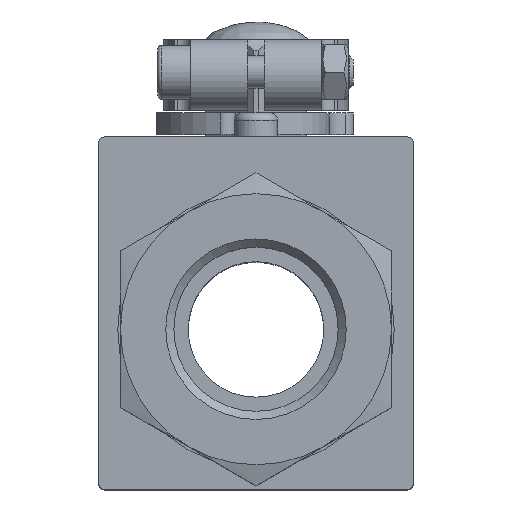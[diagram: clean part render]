
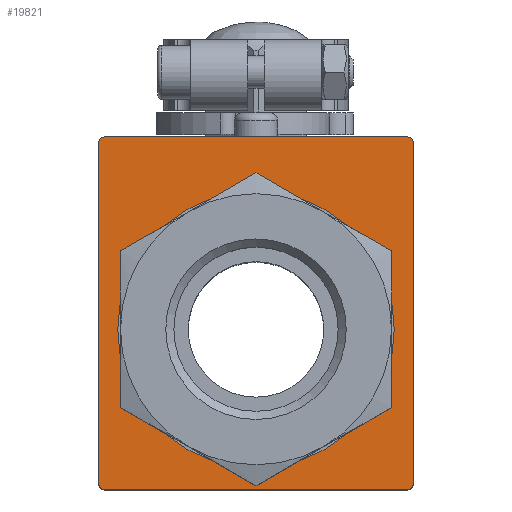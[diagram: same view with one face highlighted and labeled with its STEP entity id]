
A CAD part, top view. The second image highlights one B-rep face of the part: STEP entity #19821.
In plain terms, the highlighted planar face has unit normal (0, 0, 1).
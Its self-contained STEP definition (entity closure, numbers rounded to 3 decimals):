
#18969=CARTESIAN_POINT('',(29.,-28.5,33.1));
#18970=VERTEX_POINT('',#18969);
#18985=CARTESIAN_POINT('',(29.0,34.5,33.1));
#18986=VERTEX_POINT('',#18985);
#18993=CARTESIAN_POINT('',(29.0,34.5,33.1));
#18994=DIRECTION('',(0.0,-1.0,0.0));
#18995=VECTOR('',#18994,63.0);
#18996=LINE('',#18993,#18995);
#18997=EDGE_CURVE('',#18986,#18970,#18996,.T.);
#19550=CARTESIAN_POINT('',(-25.5,0.,33.1));
#19551=VERTEX_POINT('',#19550);
#19552=CARTESIAN_POINT('',(0.0,0.0,33.1));
#19553=DIRECTION('',(0.0,0.0,-1.0));
#19554=DIRECTION('',(1.0,0.0,0.0));
#19555=AXIS2_PLACEMENT_3D('',#19552,#19553,#19554);
#19556=CIRCLE('',#19555,25.5);
#19557=EDGE_CURVE('',#19551,#19551,#19556,.T.);
#19629=CARTESIAN_POINT('',(28.,-29.5,33.1));
#19630=VERTEX_POINT('',#19629);
#19631=CARTESIAN_POINT('',(28.,-28.5,33.1));
#19632=DIRECTION('',(0.0,0.0,-1.));
#19633=DIRECTION('',(0.707,-0.707,0.0));
#19634=AXIS2_PLACEMENT_3D('',#19631,#19632,#19633);
#19635=CIRCLE('',#19634,1.);
#19636=EDGE_CURVE('',#18970,#19630,#19635,.T.);
#19727=CARTESIAN_POINT('',(-28.,-29.5,33.1));
#19728=VERTEX_POINT('',#19727);
#19735=CARTESIAN_POINT('',(-29.,-28.5,33.1));
#19736=VERTEX_POINT('',#19735);
#19737=CARTESIAN_POINT('',(-28.,-28.5,33.1));
#19738=DIRECTION('',(0.0,0.0,-1.0));
#19739=DIRECTION('',(-0.707,-0.707,0.0));
#19740=AXIS2_PLACEMENT_3D('',#19737,#19738,#19739);
#19741=CIRCLE('',#19740,1.);
#19742=EDGE_CURVE('',#19728,#19736,#19741,.T.);
#19759=CARTESIAN_POINT('',(-29.0,34.5,33.1));
#19760=VERTEX_POINT('',#19759);
#19761=CARTESIAN_POINT('',(-29.,-28.5,33.1));
#19762=DIRECTION('',(0.0,1.0,0.0));
#19763=VECTOR('',#19762,63.0);
#19764=LINE('',#19761,#19763);
#19765=EDGE_CURVE('',#19736,#19760,#19764,.T.);
#19777=CARTESIAN_POINT('',(0.,3.,33.1));
#19778=DIRECTION('',(0.0,0.0,1.0));
#19779=DIRECTION('',(1.0,0.0,0.0));
#19780=AXIS2_PLACEMENT_3D('',#19777,#19778,#19779);
#19781=PLANE('',#19780);
#19782=ORIENTED_EDGE('',*,*,#19636,.F.);
#19783=ORIENTED_EDGE('',*,*,#18997,.F.);
#19784=CARTESIAN_POINT('',(28.,35.5,33.1));
#19785=VERTEX_POINT('',#19784);
#19786=CARTESIAN_POINT('',(28.0,34.5,33.1));
#19787=DIRECTION('',(0.0,0.0,-1.0));
#19788=DIRECTION('',(0.707,0.707,0.0));
#19789=AXIS2_PLACEMENT_3D('',#19786,#19787,#19788);
#19790=CIRCLE('',#19789,1.);
#19791=EDGE_CURVE('',#19785,#18986,#19790,.T.);
#19792=ORIENTED_EDGE('',*,*,#19791,.F.);
#19793=CARTESIAN_POINT('',(-28.0,35.5,33.1));
#19794=VERTEX_POINT('',#19793);
#19795=CARTESIAN_POINT('',(-28.0,35.5,33.1));
#19796=DIRECTION('',(1.0,0.0,0.0));
#19797=VECTOR('',#19796,56.);
#19798=LINE('',#19795,#19797);
#19799=EDGE_CURVE('',#19794,#19785,#19798,.T.);
#19800=ORIENTED_EDGE('',*,*,#19799,.F.);
#19801=CARTESIAN_POINT('',(-28.0,34.5,33.1));
#19802=DIRECTION('',(0.0,0.0,-1.));
#19803=DIRECTION('',(-0.707,0.707,0.0));
#19804=AXIS2_PLACEMENT_3D('',#19801,#19802,#19803);
#19805=CIRCLE('',#19804,1.);
#19806=EDGE_CURVE('',#19760,#19794,#19805,.T.);
#19807=ORIENTED_EDGE('',*,*,#19806,.F.);
#19808=ORIENTED_EDGE('',*,*,#19765,.F.);
#19809=ORIENTED_EDGE('',*,*,#19742,.F.);
#19810=CARTESIAN_POINT('',(28.,-29.5,33.1));
#19811=DIRECTION('',(-1.0,0.0,0.0));
#19812=VECTOR('',#19811,56.);
#19813=LINE('',#19810,#19812);
#19814=EDGE_CURVE('',#19630,#19728,#19813,.T.);
#19815=ORIENTED_EDGE('',*,*,#19814,.F.);
#19816=EDGE_LOOP('',(#19782,#19783,#19792,#19800,#19807,#19808,#19809,#19815));
#19817=FACE_OUTER_BOUND('',#19816,.T.);
#19818=ORIENTED_EDGE('',*,*,#19557,.T.);
#19819=EDGE_LOOP('',(#19818));
#19820=FACE_BOUND('',#19819,.T.);
#19821=ADVANCED_FACE('',(#19817,#19820),#19781,.T.);
